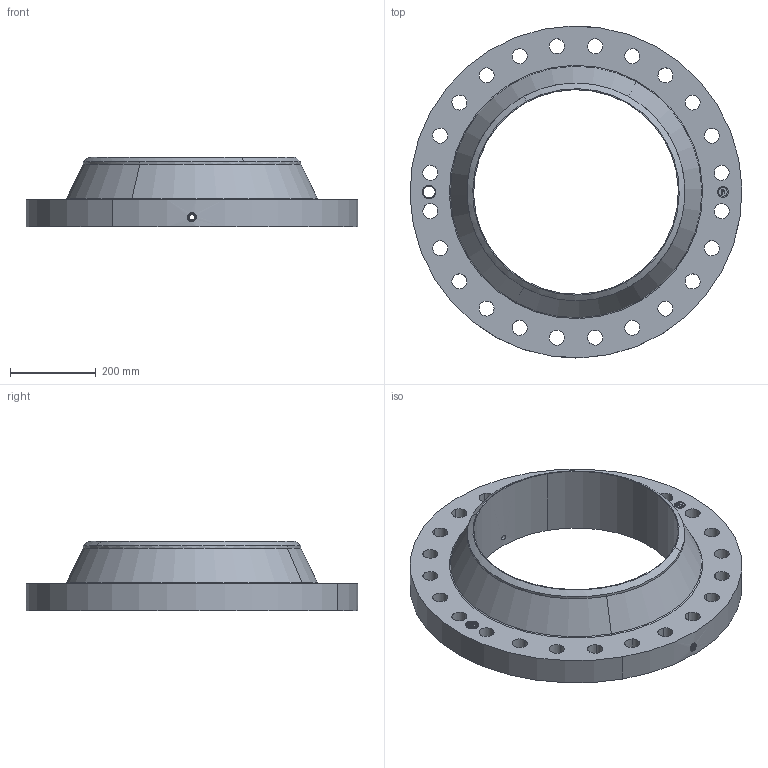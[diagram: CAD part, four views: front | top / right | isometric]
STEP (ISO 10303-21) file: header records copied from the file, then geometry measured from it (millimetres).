
FILE_DESCRIPTION(('3D STEP'),'2;1');
FILE_NAME('20-300-FF-WELD-NECK-40-ORIF-FLANGE.stp','2013-10-20T08:38:09+00:00',('Texas Flange'),(''),'CATIA Version 5 Release 20 SP 6 (IN-10)','CATIA V5 STEP AP214','800-826-3801');
FILE_SCHEMA(('AUTOMOTIVE_DESIGN { 1 0 10303 214 1 1 1 1 }'));
Length unit declared in the file: inch
Products named in the file (1): 20-300-FF-WELD-NECK-40-ORIF-FLANGE
Bounding box: 774.48 x 774.7 x 162.05 mm (x, y, z)
Volume: 21930217.5 mm3; surface area: 1227883.9 mm2
Topology: 1 solids, 1 shells, 815 faces, 2223 edges, 1428 vertices
Faces by surface type: plane 368, bspline 262, cylinder 129, cone 50, revolution 4, torus 2
Entity records: 34170 total; most frequent: CARTESIAN_POINT 13933, ORIENTED_EDGE 4446, EDGE_CURVE 2223, DIRECTION 2195, VERTEX_POINT 1428, VECTOR 1218, LINE 1218, EDGE_LOOP 889
